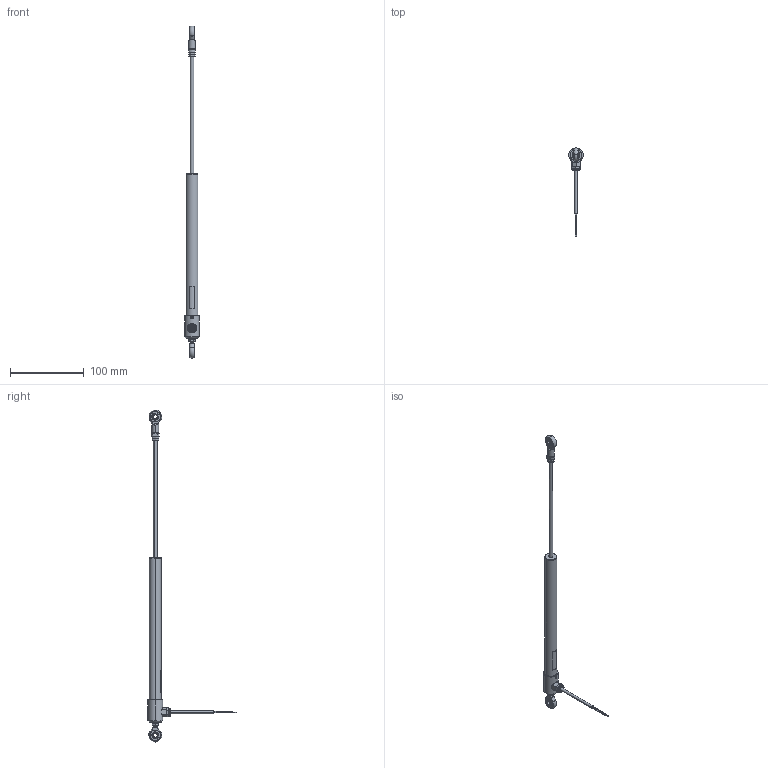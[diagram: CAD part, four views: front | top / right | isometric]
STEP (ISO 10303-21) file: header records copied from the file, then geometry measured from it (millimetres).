
FILE_DESCRIPTION (( 'STEP AP214' ), '1' );
FILE_NAME ('TX2_0150_Kabel_aus.STEP', '2011-01-17T14:18:29', ( 'novotechnik' ), ( 'novotechnik' ), 'SwSTEP 2.0', 'SolidWorks 2010', '' );
FILE_SCHEMA (( 'AUTOMOTIVE_DESIGN' ));
Length unit declared in the file: millimetre
Products named in the file (1): TX2_0150_Kabel_aus
Bounding box: 20 x 119.6 x 450.37 mm (x, y, z)
Surface area: 20647.7 mm2 (no closed solid volume)
Topology: 0 solids, 23 shells, 212 faces, 536 edges, 345 vertices
Faces by surface type: plane 74, cylinder 57, cone 53, torus 16, bspline 8, sphere 4
Entity records: 9127 total; most frequent: CARTESIAN_POINT 1887, DIRECTION 1042, ORIENTED_EDGE 936, EDGE_CURVE 526, AXIS2_PLACEMENT_3D 432, VERTEX_POINT 339, EDGE_LOOP 239, CIRCLE 227
